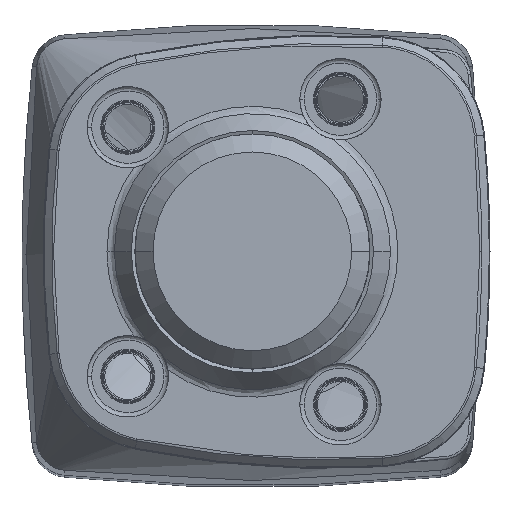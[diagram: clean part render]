
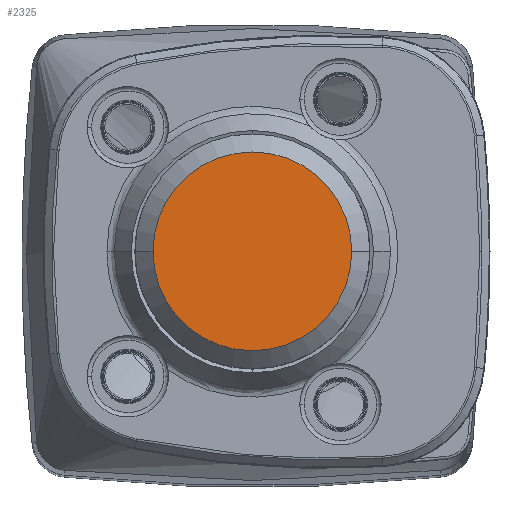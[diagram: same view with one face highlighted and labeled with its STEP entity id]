
A CAD part, top view. The second image highlights one B-rep face of the part: STEP entity #2325.
In plain terms, the highlighted planar face has unit normal (0, 0, 1).
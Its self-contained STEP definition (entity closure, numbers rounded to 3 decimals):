
#962 = EDGE_CURVE ( 'NONE', #33453, #33452, #2683, .T. ) ;
#1023 = EDGE_CURVE ( 'NONE', #33452, #33453, #15232, .T. ) ;
#2044 = ORIENTED_EDGE ( 'NONE', *, *, #1023, .F. ) ;
#2050 = ORIENTED_EDGE ( 'NONE', *, *, #962, .F. ) ;
#2325 = ADVANCED_FACE ( 'NONE', ( #27109 ), #26165, .F. ) ;
#2683 = CIRCLE ( 'NONE', #3484, 11. ) ;
#2720 = EDGE_LOOP ( 'NONE', ( #2050, #2044 ) ) ;
#3477 = AXIS2_PLACEMENT_3D ( 'NONE', #16615, #16678, #16670 ) ;
#3484 = AXIS2_PLACEMENT_3D ( 'NONE', #10903, #10892, #10833 ) ;
#10833 = DIRECTION ( 'NONE',  ( -1., 0., 0. ) ) ;
#10892 = DIRECTION ( 'NONE',  ( 0., 0., -1. ) ) ;
#10903 = CARTESIAN_POINT ( 'NONE',  ( 0., 0., 232. ) ) ;
#15232 = CIRCLE ( 'NONE', #3477, 11. ) ;
#16615 = CARTESIAN_POINT ( 'NONE',  ( 0., 0., 232. ) ) ;
#16670 = DIRECTION ( 'NONE',  ( -1., 0., 0. ) ) ;
#16678 = DIRECTION ( 'NONE',  ( 0., 0., -1. ) ) ;
#23619 = AXIS2_PLACEMENT_3D ( 'NONE', #26188, #26175, #26173 ) ;
#26165 = PLANE ( 'NONE',  #23619 ) ;
#26173 = DIRECTION ( 'NONE',  ( -1., 0., 0. ) ) ;
#26175 = DIRECTION ( 'NONE',  ( 0., 0., -1. ) ) ;
#26188 = CARTESIAN_POINT ( 'NONE',  ( 0., 0., 232. ) ) ;
#27109 = FACE_OUTER_BOUND ( 'NONE', #2720, .T. ) ;
#33256 = CARTESIAN_POINT ( 'NONE',  ( -11., 0., 232. ) ) ;
#33296 = CARTESIAN_POINT ( 'NONE',  ( 11., 0., 232. ) ) ;
#33452 = VERTEX_POINT ( 'NONE', #33296 ) ;
#33453 = VERTEX_POINT ( 'NONE', #33256 ) ;
